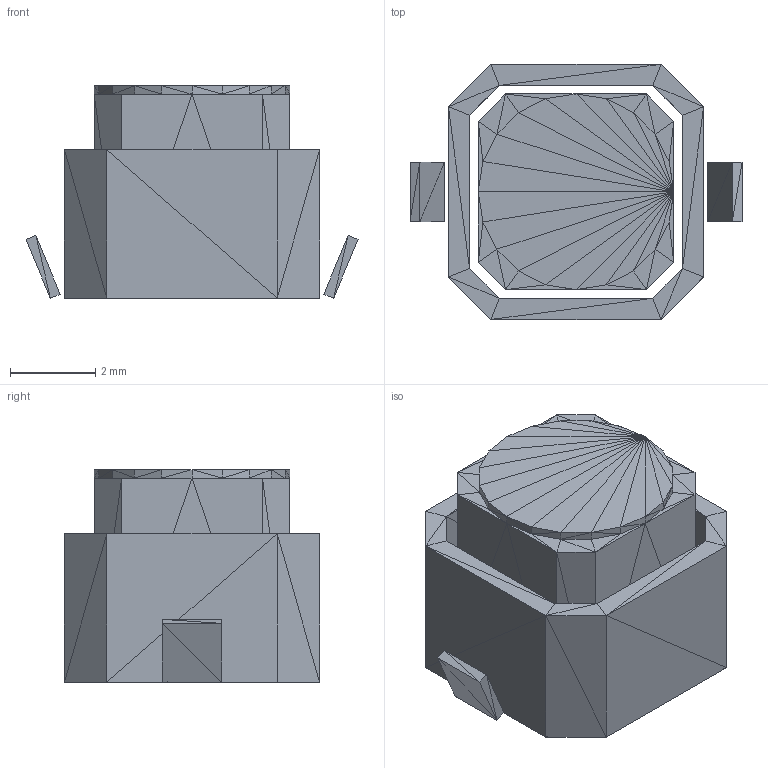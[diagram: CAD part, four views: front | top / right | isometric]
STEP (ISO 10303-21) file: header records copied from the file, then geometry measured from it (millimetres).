
FILE_DESCRIPTION(('FreeCAD Model'),'2;1');
FILE_NAME('Open CASCADE Shape Model','2022-08-19T12:42:31',('Author'),( ''),'Open CASCADE STEP processor 7.5','FreeCAD','Unknown');
FILE_SCHEMA(('AUTOMOTIVE_DESIGN { 1 0 10303 214 1 1 1 1 }'));
Length unit declared in the file: millimetre
Products named in the file (201): Silent_SMD_TACT_Push_Button_Switch; Silent_SMD_TACT_Push_Button_Switch001001.0; Silent_SMD_TACT_Push_Button_Switch001001.1; Silent_SMD_TACT_Push_Button_Switch001001.2; Silent_SMD_TACT_Push_Button_Switch001001.3; Silent_SMD_TACT_Push_Button_Switch001001.4; Silent_SMD_TACT_Push_Button_Switch001001.5; Silent_SMD_TACT_Push_Button_Switch001001.6; Silent_SMD_TACT_Push_Button_Switch001001.7; Silent_SMD_TACT_Push_Button_Switch001001.8; Silent_SMD_TACT_Push_Button_Switch001001.9; Silent_SMD_TACT_Push_Button_Switch001001.10; Silent_SMD_TACT_Push_Button_Switch001001.11; Silent_SMD_TACT_Push_Button_Switch001001.12; Silent_SMD_TACT_Push_Button_Switch001001.13; Silent_SMD_TACT_Push_Button_Switch001001.14; Silent_SMD_TACT_Push_Button_Switch001001.15; Silent_SMD_TACT_Push_Button_Switch001001.16; Silent_SMD_TACT_Push_Button_Switch001001.17; Silent_SMD_TACT_Push_Button_Switch001001.18; Silent_SMD_TACT_Push_Button_Switch001001.19; Silent_SMD_TACT_Push_Button_Switch001001.20; Silent_SMD_TACT_Push_Button_Switch001001.21; Silent_SMD_TACT_Push_Button_Switch001001.22; Silent_SMD_TACT_Push_Button_Switch001001.23; Silent_SMD_TACT_Push_Button_Switch001001.24; Silent_SMD_TACT_Push_Button_Switch001001.25; Silent_SMD_TACT_Push_Button_Switch001001.26; Silent_SMD_TACT_Push_Button_Switch001001.27; Silent_SMD_TACT_Push_Button_Switch001001.28; Silent_SMD_TACT_Push_Button_Switch001001.29; Silent_SMD_TACT_Push_Button_Switch001001.30; Silent_SMD_TACT_Push_Button_Switch001001.31; Silent_SMD_TACT_Push_Button_Switch001001.32; Silent_SMD_TACT_Push_Button_Switch001001.33; Silent_SMD_TACT_Push_Button_Switch001001.34; Silent_SMD_TACT_Push_Button_Switch001001.35; Silent_SMD_TACT_Push_Button_Switch001001.36; Silent_SMD_TACT_Push_Button_Switch001001.37; Silent_SMD_TACT_Push_Button_Switch001001.38 ...
Assembly tree (200 placements, depth 2):
  Silent_SMD_TACT_Push_Button_Switch
    Silent_SMD_TACT_Push_Button_Switch001001.0
    Silent_SMD_TACT_Push_Button_Switch001001.1
    Silent_SMD_TACT_Push_Button_Switch001001.2
    Silent_SMD_TACT_Push_Button_Switch001001.3
    Silent_SMD_TACT_Push_Button_Switch001001.4
    Silent_SMD_TACT_Push_Button_Switch001001.5
    Silent_SMD_TACT_Push_Button_Switch001001.6
    Silent_SMD_TACT_Push_Button_Switch001001.7
    Silent_SMD_TACT_Push_Button_Switch001001.8
    Silent_SMD_TACT_Push_Button_Switch001001.9
    Silent_SMD_TACT_Push_Button_Switch001001.10
    Silent_SMD_TACT_Push_Button_Switch001001.11
    Silent_SMD_TACT_Push_Button_Switch001001.12
    Silent_SMD_TACT_Push_Button_Switch001001.13
    Silent_SMD_TACT_Push_Button_Switch001001.14
    Silent_SMD_TACT_Push_Button_Switch001001.15
    Silent_SMD_TACT_Push_Button_Switch001001.16
    Silent_SMD_TACT_Push_Button_Switch001001.17
    Silent_SMD_TACT_Push_Button_Switch001001.18
    Silent_SMD_TACT_Push_Button_Switch001001.19
    Silent_SMD_TACT_Push_Button_Switch001001.20
    Silent_SMD_TACT_Push_Button_Switch001001.21
    Silent_SMD_TACT_Push_Button_Switch001001.22
    Silent_SMD_TACT_Push_Button_Switch001001.23
    Silent_SMD_TACT_Push_Button_Switch001001.24
    Silent_SMD_TACT_Push_Button_Switch001001.25
    Silent_SMD_TACT_Push_Button_Switch001001.26
    Silent_SMD_TACT_Push_Button_Switch001001.27
    Silent_SMD_TACT_Push_Button_Switch001001.28
    Silent_SMD_TACT_Push_Button_Switch001001.29
    Silent_SMD_TACT_Push_Button_Switch001001.30
    Silent_SMD_TACT_Push_Button_Switch001001.31
    Silent_SMD_TACT_Push_Button_Switch001001.32
    Silent_SMD_TACT_Push_Button_Switch001001.33
    Silent_SMD_TACT_Push_Button_Switch001001.34
    Silent_SMD_TACT_Push_Button_Switch001001.35
    Silent_SMD_TACT_Push_Button_Switch001001.36
    Silent_SMD_TACT_Push_Button_Switch001001.37
    Silent_SMD_TACT_Push_Button_Switch001001.38
    Silent_SMD_TACT_Push_Button_Switch001001.39
    Silent_SMD_TACT_Push_Button_Switch001001.40
    Silent_SMD_TACT_Push_Button_Switch001001.41
    Silent_SMD_TACT_Push_Button_Switch001001.42
    Silent_SMD_TACT_Push_Button_Switch001001.43
    Silent_SMD_TACT_Push_Button_Switch001001.44
    Silent_SMD_TACT_Push_Button_Switch001001.45
    Silent_SMD_TACT_Push_Button_Switch001001.46
    Silent_SMD_TACT_Push_Button_Switch001001.47
    Silent_SMD_TACT_Push_Button_Switch001001.48
    Silent_SMD_TACT_Push_Button_Switch001001.49
    Silent_SMD_TACT_Push_Button_Switch001001.50
    Silent_SMD_TACT_Push_Button_Switch001001.51
    Silent_SMD_TACT_Push_Button_Switch001001.52
    Silent_SMD_TACT_Push_Button_Switch001001.53
    Silent_SMD_TACT_Push_Button_Switch001001.54
    Silent_SMD_TACT_Push_Button_Switch001001.55
    Silent_SMD_TACT_Push_Button_Switch001001.56
    Silent_SMD_TACT_Push_Button_Switch001001.57
    Silent_SMD_TACT_Push_Button_Switch001001.58
Bounding box: 7.8 x 6 x 5 mm (x, y, z)
Surface area: 295.9 mm2 (no closed solid volume)
Topology: 0 solids, 200 shells, 200 faces, 600 edges, 600 vertices
Faces by surface type: plane 200
Entity records: 16620 total; most frequent: CARTESIAN_POINT 2201, DIRECTION 2002, LINE 1200, VECTOR 1200, ORIENTED_EDGE 600, EDGE_CURVE 600, VERTEX_POINT 600, SURFACE_CURVE 600
